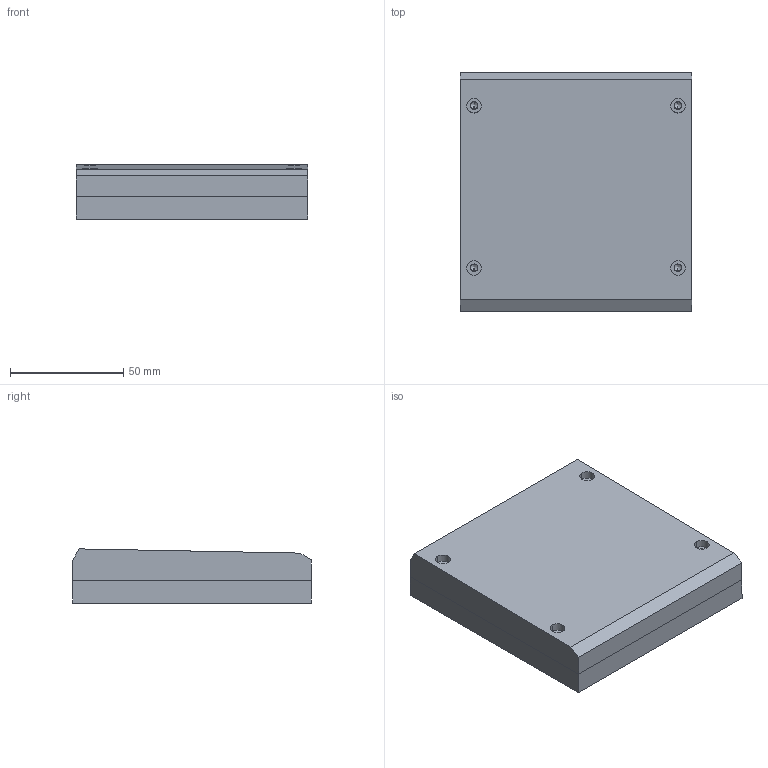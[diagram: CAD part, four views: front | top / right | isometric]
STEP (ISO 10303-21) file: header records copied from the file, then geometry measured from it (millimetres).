
FILE_DESCRIPTION (( 'STEP AP214' ), '1' );
FILE_NAME ('瑩攫.STEP', '2024-12-28T08:15:44', ( '' ), ( '' ), 'SwSTEP 2.0', 'SolidWorks 2023', '' );
FILE_SCHEMA (( 'AUTOMOTIVE_DESIGN' ));
Length unit declared in the file: millimetre
Products named in the file (5): Board; 外壳; 外壳-2; 键盘; 定位板
Assembly tree (4 placements, depth 2):
  键盘
    定位板
    外壳
    外壳-2
    Board
Bounding box: 102.04 x 105.32 x 23.95 mm (x, y, z)
Volume: 100340 mm3; surface area: 71013.6 mm2
Topology: 4 solids, 4 shells, 557 faces, 1615 edges, 1067 vertices
Faces by surface type: plane 335, cylinder 214, cone 8
Entity records: 18967 total; most frequent: CARTESIAN_POINT 3286, ORIENTED_EDGE 3214, DIRECTION 3131, EDGE_CURVE 1607, VECTOR 1179, LINE 1179, VERTEX_POINT 1067, AXIS2_PLACEMENT_3D 976
